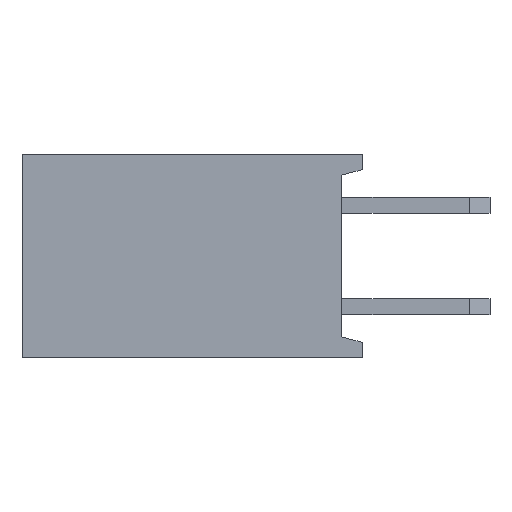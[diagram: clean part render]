
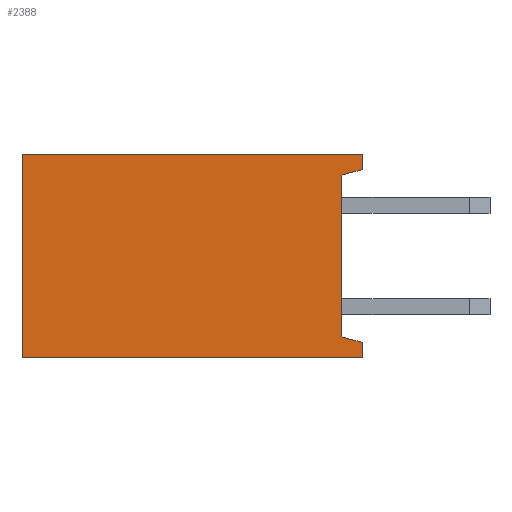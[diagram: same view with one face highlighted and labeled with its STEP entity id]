
A CAD part, left-side view. The second image highlights one B-rep face of the part: STEP entity #2388.
In plain terms, the highlighted planar face has unit normal (-1, 0, 0).
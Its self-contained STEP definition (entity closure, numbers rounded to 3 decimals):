
#11 = CARTESIAN_POINT ( 'NONE',  ( -4.064, 8.509, -2.54 ) ) ;
#16 = VECTOR ( 'NONE', #1704, 1000. ) ;
#177 = ORIENTED_EDGE ( 'NONE', *, *, #1819, .T. ) ;
#178 = CARTESIAN_POINT ( 'NONE',  ( -4.064, 0., -2.54 ) ) ;
#201 = VECTOR ( 'NONE', #1305, 1000. ) ;
#274 = VERTEX_POINT ( 'NONE', #1838 ) ;
#393 = EDGE_CURVE ( 'NONE', #1739, #3333, #3294, .T. ) ;
#463 = EDGE_CURVE ( 'NONE', #1596, #691, #1885, .T. ) ;
#484 = PLANE ( 'NONE',  #2757 ) ;
#508 = CARTESIAN_POINT ( 'NONE',  ( -4.064, 0.508, 2.023 ) ) ;
#624 = DIRECTION ( 'NONE',  ( 0., 1., 0. ) ) ;
#637 = EDGE_CURVE ( 'NONE', #274, #2929, #2275, .T. ) ;
#691 = VERTEX_POINT ( 'NONE', #1129 ) ;
#723 = DIRECTION ( 'NONE',  ( 0., 0., -1. ) ) ;
#743 = CARTESIAN_POINT ( 'NONE',  ( -4.064, 0., -2.159 ) ) ;
#771 = EDGE_CURVE ( 'NONE', #799, #274, #3185, .T. ) ;
#799 = VERTEX_POINT ( 'NONE', #2382 ) ;
#830 = DIRECTION ( 'NONE',  ( 0., -1., 0. ) ) ;
#900 = CARTESIAN_POINT ( 'NONE',  ( -4.064, 0., -2.54 ) ) ;
#991 = EDGE_LOOP ( 'NONE', ( #177, #1163, #2794, #1934, #3481, #1925, #3167, #2189 ) ) ;
#1099 = VECTOR ( 'NONE', #2991, 1000. ) ;
#1129 = CARTESIAN_POINT ( 'NONE',  ( -4.064, 0., 2.54 ) ) ;
#1162 = VECTOR ( 'NONE', #830, 1000. ) ;
#1163 = ORIENTED_EDGE ( 'NONE', *, *, #3338, .T. ) ;
#1175 = VECTOR ( 'NONE', #624, 1000. ) ;
#1229 = DIRECTION ( 'NONE',  ( 0., 0., 1. ) ) ;
#1261 = EDGE_CURVE ( 'NONE', #2929, #1596, #2901, .T. ) ;
#1295 = DIRECTION ( 'NONE',  ( -1., 0., 0. ) ) ;
#1305 = DIRECTION ( 'NONE',  ( 0., -0.966, 0.259 ) ) ;
#1355 = LINE ( 'NONE', #2104, #3161 ) ;
#1539 = CARTESIAN_POINT ( 'NONE',  ( -4.064, 0., 2.159 ) ) ;
#1583 = CARTESIAN_POINT ( 'NONE',  ( -4.064, 8.509, 2.54 ) ) ;
#1596 = VERTEX_POINT ( 'NONE', #1539 ) ;
#1704 = DIRECTION ( 'NONE',  ( 0., 0., 1. ) ) ;
#1739 = VERTEX_POINT ( 'NONE', #2416 ) ;
#1750 = LINE ( 'NONE', #2791, #1175 ) ;
#1819 = EDGE_CURVE ( 'NONE', #691, #2892, #1750, .T. ) ;
#1838 = CARTESIAN_POINT ( 'NONE',  ( -4.064, 0.508, -2.023 ) ) ;
#1885 = LINE ( 'NONE', #2690, #1099 ) ;
#1925 = ORIENTED_EDGE ( 'NONE', *, *, #637, .T. ) ;
#1934 = ORIENTED_EDGE ( 'NONE', *, *, #3400, .T. ) ;
#1969 = CARTESIAN_POINT ( 'NONE',  ( -4.064, 0.508, -2.023 ) ) ;
#2104 = CARTESIAN_POINT ( 'NONE',  ( -4.064, 8.509, 2.54 ) ) ;
#2189 = ORIENTED_EDGE ( 'NONE', *, *, #463, .T. ) ;
#2275 = LINE ( 'NONE', #1969, #16 ) ;
#2382 = CARTESIAN_POINT ( 'NONE',  ( -4.064, 0., -2.159 ) ) ;
#2388 = ADVANCED_FACE ( 'NONE', ( #2891 ), #484, .T. ) ;
#2416 = CARTESIAN_POINT ( 'NONE',  ( -4.064, 8.509, -2.54 ) ) ;
#2591 = CARTESIAN_POINT ( 'NONE',  ( -4.064, 0., 0. ) ) ;
#2690 = CARTESIAN_POINT ( 'NONE',  ( -4.064, 0., 2.159 ) ) ;
#2757 = AXIS2_PLACEMENT_3D ( 'NONE', #2591, #1295, #1229 ) ;
#2791 = CARTESIAN_POINT ( 'NONE',  ( -4.064, 0., 2.54 ) ) ;
#2794 = ORIENTED_EDGE ( 'NONE', *, *, #393, .T. ) ;
#2815 = LINE ( 'NONE', #900, #3445 ) ;
#2891 = FACE_OUTER_BOUND ( 'NONE', #991, .T. ) ;
#2892 = VERTEX_POINT ( 'NONE', #1583 ) ;
#2901 = LINE ( 'NONE', #2946, #201 ) ;
#2929 = VERTEX_POINT ( 'NONE', #508 ) ;
#2946 = CARTESIAN_POINT ( 'NONE',  ( -4.064, 0.508, 2.023 ) ) ;
#2991 = DIRECTION ( 'NONE',  ( 0., 0., 1. ) ) ;
#3019 = VECTOR ( 'NONE', #3172, 1000. ) ;
#3161 = VECTOR ( 'NONE', #723, 1000. ) ;
#3167 = ORIENTED_EDGE ( 'NONE', *, *, #1261, .T. ) ;
#3172 = DIRECTION ( 'NONE',  ( 0., 0.966, 0.259 ) ) ;
#3185 = LINE ( 'NONE', #743, #3019 ) ;
#3264 = DIRECTION ( 'NONE',  ( 0., 0., 1. ) ) ;
#3294 = LINE ( 'NONE', #11, #1162 ) ;
#3333 = VERTEX_POINT ( 'NONE', #178 ) ;
#3338 = EDGE_CURVE ( 'NONE', #2892, #1739, #1355, .T. ) ;
#3400 = EDGE_CURVE ( 'NONE', #3333, #799, #2815, .T. ) ;
#3445 = VECTOR ( 'NONE', #3264, 1000. ) ;
#3481 = ORIENTED_EDGE ( 'NONE', *, *, #771, .T. ) ;
